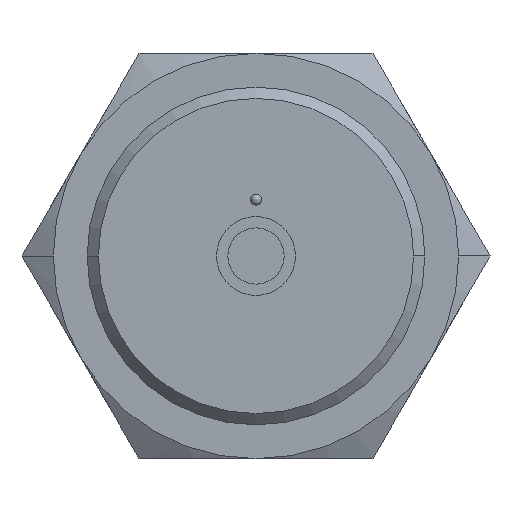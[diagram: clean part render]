
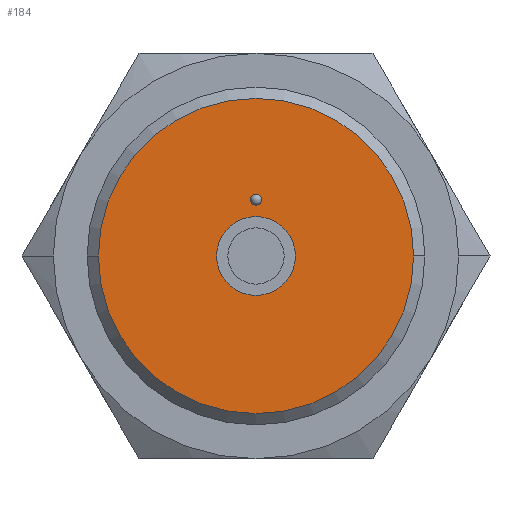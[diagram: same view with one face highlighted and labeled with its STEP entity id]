
A CAD part, front view. The second image highlights one B-rep face of the part: STEP entity #184.
In plain terms, the highlighted planar face has unit normal (0, -1, 0).
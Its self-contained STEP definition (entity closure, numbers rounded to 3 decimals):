
#184=ADVANCED_FACE('',(#278,#279,#280),#281,.T.);
#278=FACE_BOUND('',#443,.T.);
#279=FACE_OUTER_BOUND('',#444,.T.);
#280=FACE_BOUND('',#445,.T.);
#281=PLANE('',#446);
#443=EDGE_LOOP('',(#672,#673));
#444=EDGE_LOOP('',(#674,#675));
#445=EDGE_LOOP('',(#676,#677));
#446=AXIS2_PLACEMENT_3D('',#678,#679,#680);
#672=ORIENTED_EDGE('',*,*,#1178,.T.);
#673=ORIENTED_EDGE('',*,*,#1175,.T.);
#674=ORIENTED_EDGE('',*,*,#1161,.F.);
#675=ORIENTED_EDGE('',*,*,#1183,.F.);
#676=ORIENTED_EDGE('',*,*,#1166,.T.);
#677=ORIENTED_EDGE('',*,*,#1182,.T.);
#678=CARTESIAN_POINT('',(-8.75,-36.0,0.0));
#679=DIRECTION('',(0.0,-1.0,0.0));
#680=DIRECTION('',(1.0,0.0,0.0));
#1161=EDGE_CURVE('',#1334,#1336,#1337,.T.);
#1166=EDGE_CURVE('',#1340,#1344,#1346,.T.);
#1175=EDGE_CURVE('',#1356,#1362,#1364,.T.);
#1178=EDGE_CURVE('',#1362,#1356,#1368,.T.);
#1182=EDGE_CURVE('',#1344,#1340,#1372,.T.);
#1183=EDGE_CURVE('',#1336,#1334,#1373,.T.);
#1334=VERTEX_POINT('',#1602);
#1336=VERTEX_POINT('',#1605);
#1337=CIRCLE('',#1606,14.0);
#1340=VERTEX_POINT('',#1610);
#1344=VERTEX_POINT('',#1615);
#1346=CIRCLE('',#1618,3.5);
#1356=VERTEX_POINT('',#1630);
#1362=VERTEX_POINT('',#1637);
#1364=CIRCLE('',#1640,0.5);
#1368=CIRCLE('',#1644,0.5);
#1372=CIRCLE('',#1648,3.5);
#1373=CIRCLE('',#1649,14.0);
#1602=CARTESIAN_POINT('',(-14.0,-36.0,0.0));
#1605=CARTESIAN_POINT('',(14.0,-36.0,0.));
#1606=AXIS2_PLACEMENT_3D('',#2433,#2434,#2435);
#1610=CARTESIAN_POINT('',(-3.5,-36.0,0.0));
#1615=CARTESIAN_POINT('',(3.5,-36.0,0.));
#1618=AXIS2_PLACEMENT_3D('',#2442,#2443,#2444);
#1630=CARTESIAN_POINT('',(0.5,-36.0,5.0));
#1637=CARTESIAN_POINT('',(-0.5,-36.0,5.0));
#1640=AXIS2_PLACEMENT_3D('',#2461,#2462,#2463);
#1644=AXIS2_PLACEMENT_3D('',#2470,#2471,#2472);
#1648=AXIS2_PLACEMENT_3D('',#2482,#2483,#2484);
#1649=AXIS2_PLACEMENT_3D('',#2485,#2486,#2487);
#2433=CARTESIAN_POINT('',(0.0,-36.0,0.0));
#2434=DIRECTION('',(0.0,1.0,0.0));
#2435=DIRECTION('',(-1.0,0.0,0.0));
#2442=CARTESIAN_POINT('',(0.0,-36.0,0.0));
#2443=DIRECTION('',(0.0,1.0,0.0));
#2444=DIRECTION('',(-1.0,0.0,0.0));
#2461=CARTESIAN_POINT('',(0.0,-36.0,5.0));
#2462=DIRECTION('',(0.0,1.0,0.0));
#2463=DIRECTION('',(1.0,0.0,0.0));
#2470=CARTESIAN_POINT('',(0.0,-36.0,5.0));
#2471=DIRECTION('',(0.0,1.0,0.0));
#2472=DIRECTION('',(1.0,0.0,0.0));
#2482=CARTESIAN_POINT('',(0.0,-36.0,0.0));
#2483=DIRECTION('',(0.0,1.0,0.0));
#2484=DIRECTION('',(-1.0,0.0,0.0));
#2485=CARTESIAN_POINT('',(0.0,-36.0,0.0));
#2486=DIRECTION('',(0.0,1.0,0.0));
#2487=DIRECTION('',(-1.0,0.0,0.0));
